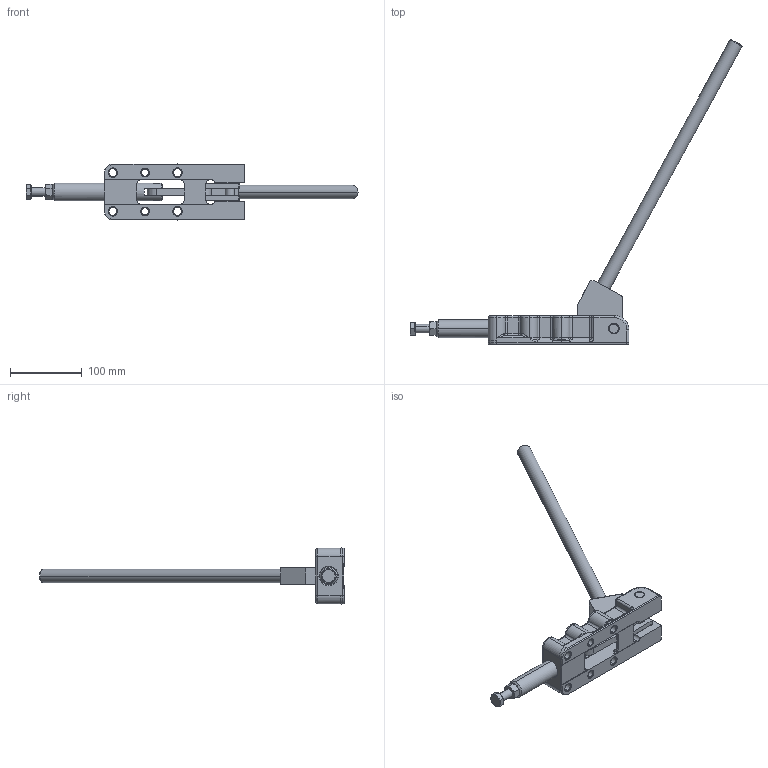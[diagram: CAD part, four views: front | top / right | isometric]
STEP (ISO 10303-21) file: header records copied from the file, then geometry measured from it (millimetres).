
FILE_DESCRIPTION (( 'STEP AP214' ), '1' );
FILE_NAME ('SP-32500-HLM.STEP', '2019-10-08T02:35:37', ( 'LinWei' ), ( '' ), 'SwSTEP 2.0', 'SolidWorks 2016', '' );
FILE_SCHEMA (( 'AUTOMOTIVE_DESIGN' ));
Length unit declared in the file: millimetre
Products named in the file (6): 7208050 (M8x1.25x50L)_JIS B 1180 Continuous thread hexagon head bolt A M12 x 70 --N; 2SP3250013-1^SP-32500-HLM; Group3^SP-32500-HLM; Group2^SP-32500-HLM; Group1^SP-32500-HLM; SP-32500-HLM
Assembly tree (5 placements, depth 2):
  SP-32500-HLM
    Group1^SP-32500-HLM
    Group2^SP-32500-HLM
    Group3^SP-32500-HLM
    2SP3250013-1^SP-32500-HLM
    7208050 (M8x1.25x50L)_JIS B 1180 Continuous thread hexagon head bolt A M12 x 70 --N
Bounding box: 462.48 x 424.66 x 78.49 mm (x, y, z)
Volume: 593062.4 mm3; surface area: 139298.6 mm2
Topology: 5 solids, 7 shells, 398 faces, 919 edges, 518 vertices
Faces by surface type: cylinder 134, plane 120, cone 63, torus 43, bspline 22, sphere 16
Entity records: 13423 total; most frequent: CARTESIAN_POINT 3769, DIRECTION 1961, ORIENTED_EDGE 1786, EDGE_CURVE 893, AXIS2_PLACEMENT_3D 784, VERTEX_POINT 518, EDGE_LOOP 437, CIRCLE 400
